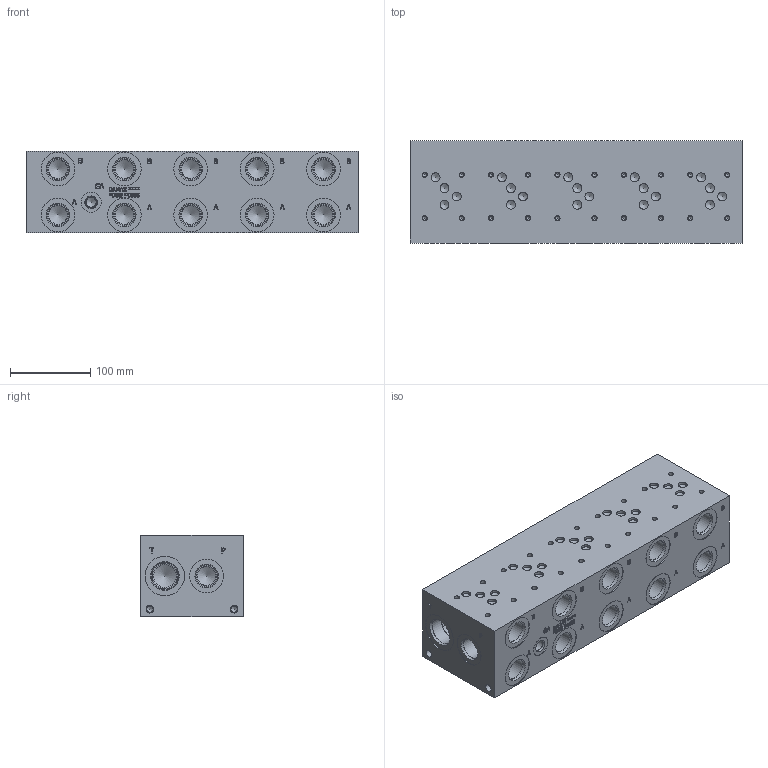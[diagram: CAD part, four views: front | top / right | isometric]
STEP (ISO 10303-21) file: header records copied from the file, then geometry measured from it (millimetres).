
FILE_DESCRIPTION(/* description */ (''),/* implementation_level */ '2;1');
FILE_NAME(/* name */ '_D05HP053S.stp',/* time_stamp */ '2020-03-09T14:59:17-04:00',/* author */ ('devonn'),/* organization */ (''),/* preprocessor_version */ 'ST-DEVELOPER v17',/* originating_system */ 'Autodesk Inventor 2019',/* authorisation */ '');
FILE_SCHEMA (('AUTOMOTIVE_DESIGN { 1 0 10303 214 3 1 1 }'));
Length unit declared in the file: millimetre
Products named in the file (1): Part_AD05HP053S_3D
Bounding box: 412.75 x 127 x 101.6 mm (x, y, z)
Volume: 5017576.3 mm3; surface area: 268143.2 mm2
Topology: 1 solids, 1 shells, 927 faces, 2530 edges, 1719 vertices
Faces by surface type: plane 468, bspline 209, cylinder 144, cone 106
Full cylindrical faces by diameter (mm): 5.105 x20, 6.35 x20, 7.925 x4, 9.525 x4, 11.113 x2, 11.125 x18, 12.294 x1, 12.9 x1, 14.275 x1, 14.529 x1, 23.012 x12, 24.917 x12, 25.019 x1, 26.99 x2, 27 x10, 27.432 x12, 28.575 x2, 31.267 x2, 33.34 x1, 33.35 x1, 33.757 x2, 35.509 x1, 42.037 x12, 49.124 x2
Entity records: 30929 total; most frequent: CARTESIAN_POINT 7835, ORIENTED_EDGE 4942, DIRECTION 4029, EDGE_CURVE 2471, VERTEX_POINT 1719, LINE 1515, VECTOR 1515, AXIS2_PLACEMENT_3D 1257
